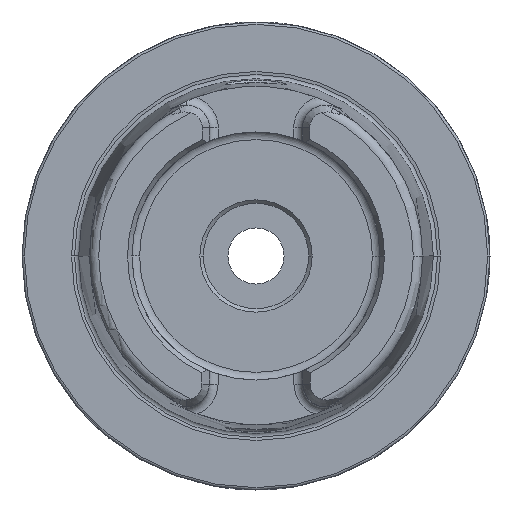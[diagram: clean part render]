
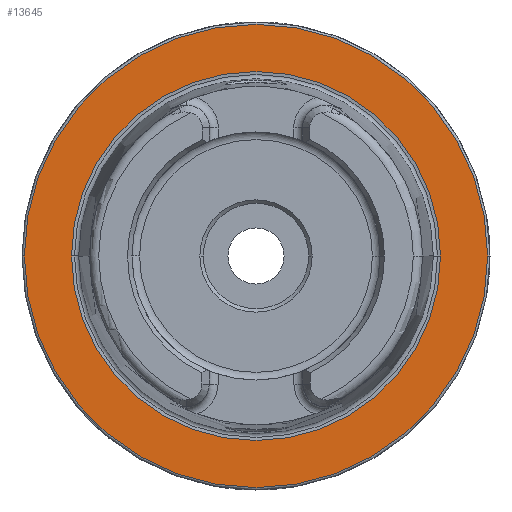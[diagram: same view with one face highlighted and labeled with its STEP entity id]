
A CAD part, left-side view. The second image highlights one B-rep face of the part: STEP entity #13645.
In plain terms, the highlighted planar face has unit normal (-1, 0, 0).
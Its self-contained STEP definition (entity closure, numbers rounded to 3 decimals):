
#378 = AXIS2_PLACEMENT_3D ( 'NONE', #13357, #2148, #19462 ) ;
#1279 = CARTESIAN_POINT ( 'NONE',  ( 0., 49.5, 0. ) ) ;
#1492 = DIRECTION ( 'NONE',  ( -1., 0., 0. ) ) ;
#1796 = EDGE_CURVE ( 'NONE', #10381, #14420, #6169, .T. ) ;
#2148 = DIRECTION ( 'NONE',  ( -1., 0., 0. ) ) ;
#2233 = CARTESIAN_POINT ( 'NONE',  ( 0., -39.414, 0. ) ) ;
#2307 = PLANE ( 'NONE',  #15796 ) ;
#3104 = DIRECTION ( 'NONE',  ( 0., -1., 0. ) ) ;
#3495 = DIRECTION ( 'NONE',  ( 0., -1., 0. ) ) ;
#4295 = FACE_BOUND ( 'NONE', #20288, .T. ) ;
#4522 = ORIENTED_EDGE ( 'NONE', *, *, #5923, .F. ) ;
#5923 = EDGE_CURVE ( 'NONE', #20088, #6107, #6236, .T. ) ;
#6107 = VERTEX_POINT ( 'NONE', #2233 ) ;
#6169 = CIRCLE ( 'NONE', #11339, 49.5 ) ;
#6236 = CIRCLE ( 'NONE', #378, 39.414 ) ;
#6402 = CARTESIAN_POINT ( 'NONE',  ( 0., 0., 0. ) ) ;
#8023 = DIRECTION ( 'NONE',  ( -1., 0., 0. ) ) ;
#8147 = DIRECTION ( 'NONE',  ( 0., -1., 0. ) ) ;
#8468 = EDGE_LOOP ( 'NONE', ( #16193, #9622 ) ) ;
#9622 = ORIENTED_EDGE ( 'NONE', *, *, #1796, .T. ) ;
#10381 = VERTEX_POINT ( 'NONE', #1279 ) ;
#10634 = AXIS2_PLACEMENT_3D ( 'NONE', #20348, #1492, #3104 ) ;
#10825 = CARTESIAN_POINT ( 'NONE',  ( 0., -49.5, 0. ) ) ;
#10847 = AXIS2_PLACEMENT_3D ( 'NONE', #12782, #15890, #3495 ) ;
#11003 = EDGE_CURVE ( 'NONE', #14420, #10381, #19839, .T. ) ;
#11339 = AXIS2_PLACEMENT_3D ( 'NONE', #6402, #8023, #8147 ) ;
#12782 = CARTESIAN_POINT ( 'NONE',  ( 0., 0., 0. ) ) ;
#13311 = EDGE_CURVE ( 'NONE', #6107, #20088, #13747, .T. ) ;
#13357 = CARTESIAN_POINT ( 'NONE',  ( 0., 0., 0. ) ) ;
#13381 = CARTESIAN_POINT ( 'NONE',  ( 0., 49.5, 0. ) ) ;
#13469 = FACE_OUTER_BOUND ( 'NONE', #8468, .T. ) ;
#13645 = ADVANCED_FACE ( 'NONE', ( #4295, #13469 ), #2307, .F. ) ;
#13747 = CIRCLE ( 'NONE', #10634, 39.414 ) ;
#14318 = ORIENTED_EDGE ( 'NONE', *, *, #13311, .F. ) ;
#14420 = VERTEX_POINT ( 'NONE', #10825 ) ;
#15796 = AXIS2_PLACEMENT_3D ( 'NONE', #13381, #18282, #18422 ) ;
#15890 = DIRECTION ( 'NONE',  ( -1., 0., 0. ) ) ;
#16193 = ORIENTED_EDGE ( 'NONE', *, *, #11003, .T. ) ;
#18282 = DIRECTION ( 'NONE',  ( 1., 0., 0. ) ) ;
#18422 = DIRECTION ( 'NONE',  ( 0., 1., 0. ) ) ;
#19232 = CARTESIAN_POINT ( 'NONE',  ( 0., 39.414, 0. ) ) ;
#19462 = DIRECTION ( 'NONE',  ( 0., -1., 0. ) ) ;
#19839 = CIRCLE ( 'NONE', #10847, 49.5 ) ;
#20088 = VERTEX_POINT ( 'NONE', #19232 ) ;
#20288 = EDGE_LOOP ( 'NONE', ( #14318, #4522 ) ) ;
#20348 = CARTESIAN_POINT ( 'NONE',  ( 0., 0., 0. ) ) ;
